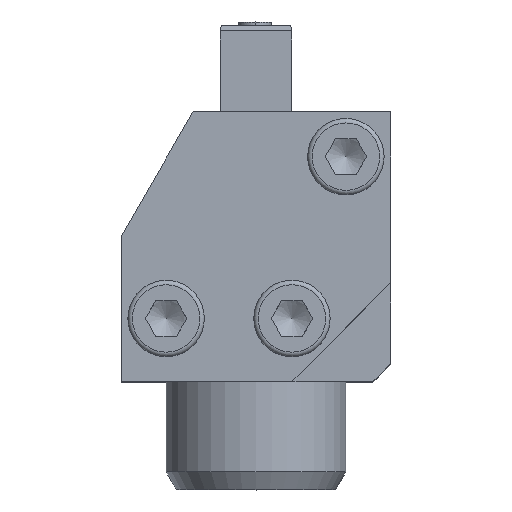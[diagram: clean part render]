
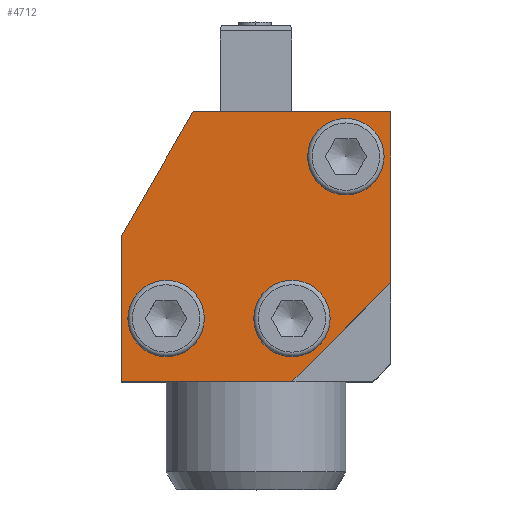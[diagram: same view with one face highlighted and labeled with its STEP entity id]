
A CAD part, top view. The second image highlights one B-rep face of the part: STEP entity #4712.
In plain terms, the highlighted face is planar.
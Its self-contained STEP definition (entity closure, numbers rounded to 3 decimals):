
#527=FACE_BOUND('',#977,.T.);
#528=FACE_BOUND('',#978,.T.);
#529=FACE_BOUND('',#979,.T.);
#562=PLANE('',#5104);
#720=FACE_OUTER_BOUND('',#976,.T.);
#976=EDGE_LOOP('',(#3383,#3384,#3385,#3386,#3387,#3388));
#977=EDGE_LOOP('',(#3389,#3390));
#978=EDGE_LOOP('',(#3391,#3392));
#979=EDGE_LOOP('',(#3393,#3394));
#1257=LINE('',#6355,#1715);
#1261=LINE('',#6362,#1719);
#1264=LINE('',#6368,#1722);
#1266=LINE('',#6373,#1724);
#1270=LINE('',#6380,#1728);
#1272=LINE('',#6383,#1730);
#1715=VECTOR('',#5379,10.);
#1719=VECTOR('',#5385,10.);
#1722=VECTOR('',#5390,10.);
#1724=VECTOR('',#5394,10.);
#1728=VECTOR('',#5400,10.);
#1730=VECTOR('',#5404,10.);
#2168=CIRCLE('',#5087,3.);
#2169=CIRCLE('',#5088,3.);
#2171=CIRCLE('',#5091,3.);
#2172=CIRCLE('',#5092,3.);
#2174=CIRCLE('',#5095,3.);
#2175=CIRCLE('',#5096,3.);
#2225=VERTEX_POINT('',#6325);
#2226=VERTEX_POINT('',#6326);
#2228=VERTEX_POINT('',#6333);
#2229=VERTEX_POINT('',#6334);
#2231=VERTEX_POINT('',#6341);
#2232=VERTEX_POINT('',#6342);
#2236=VERTEX_POINT('',#6352);
#2237=VERTEX_POINT('',#6354);
#2239=VERTEX_POINT('',#6360);
#2241=VERTEX_POINT('',#6366);
#2243=VERTEX_POINT('',#6372);
#2245=VERTEX_POINT('',#6378);
#2672=EDGE_CURVE('',#2225,#2226,#2168,.T.);
#2673=EDGE_CURVE('',#2226,#2225,#2169,.T.);
#2676=EDGE_CURVE('',#2228,#2229,#2171,.T.);
#2677=EDGE_CURVE('',#2229,#2228,#2172,.T.);
#2680=EDGE_CURVE('',#2231,#2232,#2174,.T.);
#2681=EDGE_CURVE('',#2232,#2231,#2175,.T.);
#2686=EDGE_CURVE('',#2236,#2237,#1257,.T.);
#2690=EDGE_CURVE('',#2239,#2236,#1261,.T.);
#2693=EDGE_CURVE('',#2241,#2239,#1264,.T.);
#2695=EDGE_CURVE('',#2237,#2243,#1266,.T.);
#2699=EDGE_CURVE('',#2245,#2241,#1270,.T.);
#2701=EDGE_CURVE('',#2243,#2245,#1272,.T.);
#3383=ORIENTED_EDGE('',*,*,#2701,.F.);
#3384=ORIENTED_EDGE('',*,*,#2695,.F.);
#3385=ORIENTED_EDGE('',*,*,#2686,.F.);
#3386=ORIENTED_EDGE('',*,*,#2690,.F.);
#3387=ORIENTED_EDGE('',*,*,#2693,.F.);
#3388=ORIENTED_EDGE('',*,*,#2699,.F.);
#3389=ORIENTED_EDGE('',*,*,#2672,.T.);
#3390=ORIENTED_EDGE('',*,*,#2673,.T.);
#3391=ORIENTED_EDGE('',*,*,#2676,.T.);
#3392=ORIENTED_EDGE('',*,*,#2677,.T.);
#3393=ORIENTED_EDGE('',*,*,#2680,.T.);
#3394=ORIENTED_EDGE('',*,*,#2681,.T.);
#4712=ADVANCED_FACE('',(#720,#527,#528,#529),#562,.F.);
#5087=AXIS2_PLACEMENT_3D('',#6327,#5350,#5351);
#5088=AXIS2_PLACEMENT_3D('',#6328,#5352,#5353);
#5091=AXIS2_PLACEMENT_3D('',#6335,#5359,#5360);
#5092=AXIS2_PLACEMENT_3D('',#6336,#5361,#5362);
#5095=AXIS2_PLACEMENT_3D('',#6343,#5368,#5369);
#5096=AXIS2_PLACEMENT_3D('',#6344,#5370,#5371);
#5104=AXIS2_PLACEMENT_3D('',#6384,#5405,#5406);
#5350=DIRECTION('center_axis',(0.,0.,
1.));
#5351=DIRECTION('ref_axis',(1.,0.,0.));
#5352=DIRECTION('center_axis',(0.,0.,
1.));
#5353=DIRECTION('ref_axis',(1.,0.,0.));
#5359=DIRECTION('center_axis',(0.,0.,
1.));
#5360=DIRECTION('ref_axis',(1.,0.,0.));
#5361=DIRECTION('center_axis',(0.,0.,
1.));
#5362=DIRECTION('ref_axis',(1.,0.,0.));
#5368=DIRECTION('center_axis',(0.,0.,
1.));
#5369=DIRECTION('ref_axis',(1.,0.,0.));
#5370=DIRECTION('center_axis',(0.,0.,
1.));
#5371=DIRECTION('ref_axis',(1.,0.,0.));
#5379=DIRECTION('',(0.,-1.,0.));
#5385=DIRECTION('',(-1.,0.,0.));
#5390=DIRECTION('',(-0.5,0.866,0.));
#5394=DIRECTION('',(0.707,-0.707,0.));
#5400=DIRECTION('',(0.,1.,0.));
#5404=DIRECTION('',(1.,0.,0.));
#5405=DIRECTION('center_axis',(0.,0.,
1.));
#5406=DIRECTION('ref_axis',(1.,0.,0.));
#6325=CARTESIAN_POINT('',(-0.211,-8.389,0.));
#6326=CARTESIAN_POINT('',(-6.211,-8.389,0.));
#6327=CARTESIAN_POINT('Origin',(-3.211,-8.389,0.));
#6328=CARTESIAN_POINT('Origin',(-3.211,-8.389,0.));
#6333=CARTESIAN_POINT('',(13.789,-8.389,0.));
#6334=CARTESIAN_POINT('',(7.789,-8.389,0.));
#6335=CARTESIAN_POINT('Origin',(10.789,-8.389,0.));
#6336=CARTESIAN_POINT('Origin',(10.789,-8.389,0.));
#6341=CARTESIAN_POINT('',(-6.211,9.611,0.));
#6342=CARTESIAN_POINT('',(-12.211,9.611,0.));
#6343=CARTESIAN_POINT('Origin',(-9.211,9.611,0.));
#6344=CARTESIAN_POINT('Origin',(-9.211,9.611,0.));
#6352=CARTESIAN_POINT('',(-14.211,14.611,0.));
#6354=CARTESIAN_POINT('',(-14.211,-4.389,0.));
#6355=CARTESIAN_POINT('',(-14.211,14.611,0.));
#6360=CARTESIAN_POINT('',(7.789,14.611,0.));
#6362=CARTESIAN_POINT('',(7.789,14.611,0.));
#6366=CARTESIAN_POINT('',(15.789,0.754,0.));
#6368=CARTESIAN_POINT('',(15.789,0.754,0.));
#6372=CARTESIAN_POINT('',(-3.211,-15.389,0.));
#6373=CARTESIAN_POINT('',(-14.211,-4.389,0.));
#6378=CARTESIAN_POINT('',(15.789,-15.389,0.));
#6380=CARTESIAN_POINT('',(15.789,-15.389,0.));
#6383=CARTESIAN_POINT('',(13.789,-15.389,0.));
#6384=CARTESIAN_POINT('Origin',(15.082,-14.682,0.));
